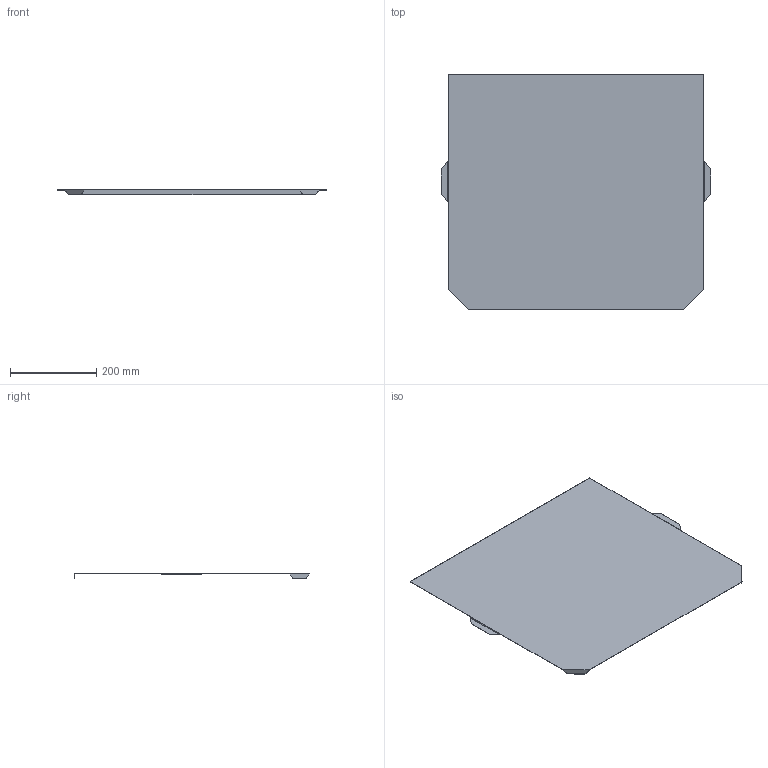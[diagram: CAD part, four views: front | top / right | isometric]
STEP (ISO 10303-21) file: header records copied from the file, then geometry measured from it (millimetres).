
FILE_DESCRIPTION (( 'STEP AP214' ), '1' );
FILE_NAME ('7128339.stp', '2018-10-02T09:57:30', ( '' ), ( '' ), 'SwSTEP 2.0', 'SolidWorks 2018', '' );
FILE_SCHEMA (( 'AUTOMOTIVE_DESIGN' ));
Length unit declared in the file: millimetre
Products named in the file (1): 7128339
Bounding box: 625.59 x 547.13 x 13 mm (x, y, z)
Volume: 232410.6 mm3; surface area: 665627.5 mm2
Topology: 1 solids, 1 shells, 54 faces, 156 edges, 104 vertices
Faces by surface type: plane 40, bspline 14
Entity records: 2146 total; most frequent: CARTESIAN_POINT 897, ORIENTED_EDGE 312, EDGE_CURVE 156, DIRECTION 154, VERTEX_POINT 104, B_SPLINE_CURVE_WITH_KNOTS 84, VECTOR 72, LINE 72
